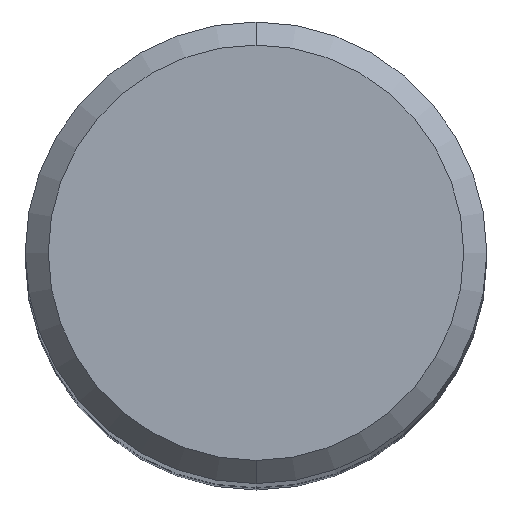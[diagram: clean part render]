
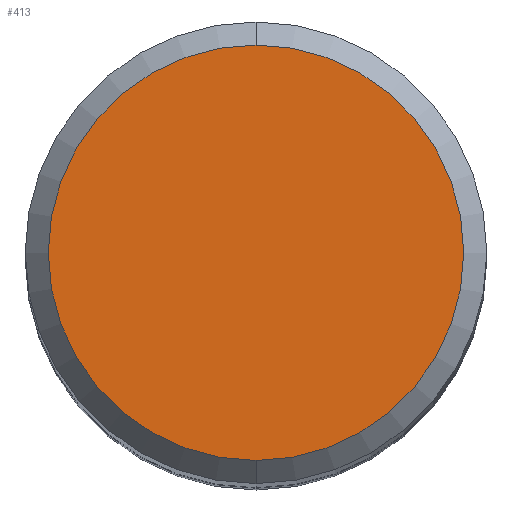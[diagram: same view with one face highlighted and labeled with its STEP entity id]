
A CAD part, top view. The second image highlights one B-rep face of the part: STEP entity #413.
In plain terms, the highlighted planar face has unit normal (0, 0, 1).
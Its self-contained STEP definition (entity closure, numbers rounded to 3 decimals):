
#199=VERTEX_POINT('',#499);
#257=EDGE_CURVE('',#199,#427,#567,.T.);
#369=EDGE_CURVE('',#427,#199,#690,.T.);
#413=ADVANCED_FACE('',(#738),#739,.T.);
#427=VERTEX_POINT('',#756);
#499=CARTESIAN_POINT('',(0.,-4.5,0.0));
#567=CIRCLE('',#1028,4.5);
#690=CIRCLE('',#1252,4.5);
#738=FACE_OUTER_BOUND('',#1341,.T.);
#739=PLANE('',#1342);
#756=CARTESIAN_POINT('',(0.0,4.5,0.0));
#1028=AXIS2_PLACEMENT_3D('',#1549,#1550,#1551);
#1252=AXIS2_PLACEMENT_3D('',#1684,#1685,#1686);
#1341=EDGE_LOOP('',(#1733,#1734));
#1342=AXIS2_PLACEMENT_3D('',#1735,#1736,#1737);
#1549=CARTESIAN_POINT('',(0.0,0.0,0.0));
#1550=DIRECTION('',(0.0,0.0,-1.0));
#1551=DIRECTION('',(0.0,1.0,0.0));
#1684=CARTESIAN_POINT('',(0.0,0.0,0.0));
#1685=DIRECTION('',(0.0,0.0,-1.0));
#1686=DIRECTION('',(0.0,1.0,0.0));
#1733=ORIENTED_EDGE('',*,*,#369,.F.);
#1734=ORIENTED_EDGE('',*,*,#257,.F.);
#1735=CARTESIAN_POINT('',(0.0,2.25,0.0));
#1736=DIRECTION('',(-0.0,0.0,1.0));
#1737=DIRECTION('',(0.0,-1.0,0.0));
